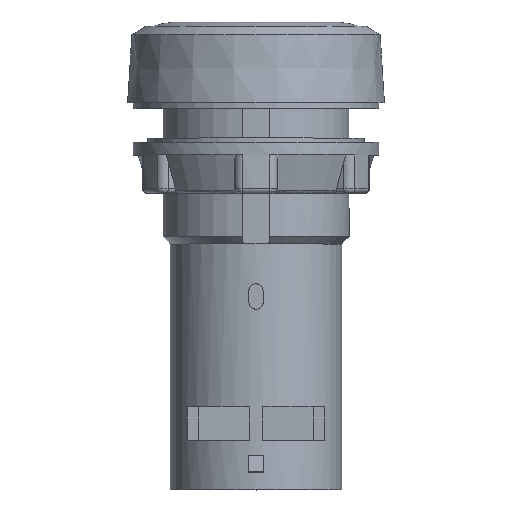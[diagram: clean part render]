
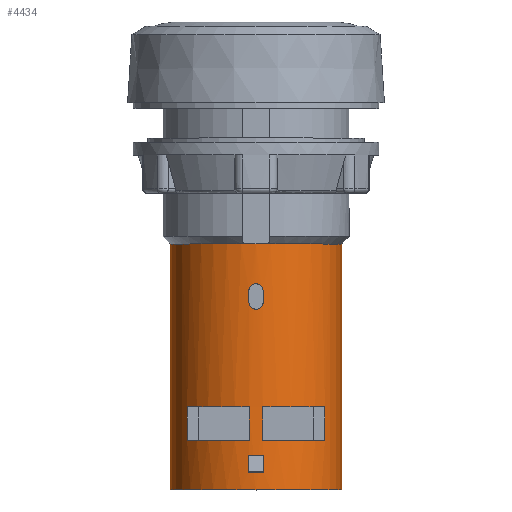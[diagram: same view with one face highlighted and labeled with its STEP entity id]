
A CAD part, top view. The second image highlights one B-rep face of the part: STEP entity #4434.
In plain terms, the highlighted cylindrical face has radius 10.1 mm (diameter 20.2 mm), a partial arc.
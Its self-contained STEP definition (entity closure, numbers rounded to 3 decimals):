
#311=CARTESIAN_POINT('',(0.,-16.7,10.1));
#313=CARTESIAN_POINT('',(0.,-16.7,0.));
#314=DIRECTION('',(0.,-1.,0.));
#315=DIRECTION('',(0.,0.,1.));
#316=AXIS2_PLACEMENT_3D('',#313,#314,#315);
#353=CARTESIAN_POINT('',(0.,-16.7,0.));
#354=DIRECTION('',(0.,-1.,0.));
#355=DIRECTION('',(1.,0.,0.));
#356=AXIS2_PLACEMENT_3D('',#353,#354,#355);
#984=CARTESIAN_POINT('',(0.,-39.9,0.));
#985=DIRECTION('',(0.,1.,0.));
#986=DIRECTION('',(-0.804,0.,0.594));
#987=AXIS2_PLACEMENT_3D('',#984,#985,#986);
#989=DIRECTION('',(0.,1.,0.));
#990=VECTOR('',#989,4.);
#991=CARTESIAN_POINT('',(-0.8,-39.9,10.068));
#992=LINE('',#991,#990);
#993=CARTESIAN_POINT('',(0.,-35.9,0.));
#994=DIRECTION('',(0.,1.,0.));
#995=DIRECTION('',(-0.804,0.,0.594));
#996=AXIS2_PLACEMENT_3D('',#993,#994,#995);
#998=DIRECTION('',(0.,1.,0.));
#999=VECTOR('',#998,4.);
#1000=CARTESIAN_POINT('',(-8.125,-39.9,6.));
#1001=LINE('',#1000,#999);
#1002=CARTESIAN_POINT('',(0.,-39.9,0.));
#1003=DIRECTION('',(0.,1.,0.));
#1004=DIRECTION('',(0.079,0.,0.997));
#1005=AXIS2_PLACEMENT_3D('',#1002,#1003,#1004);
#1007=DIRECTION('',(0.,1.,0.));
#1008=VECTOR('',#1007,4.);
#1009=CARTESIAN_POINT('',(8.125,-39.9,6.));
#1010=LINE('',#1009,#1008);
#1011=CARTESIAN_POINT('',(0.,-35.9,0.));
#1012=DIRECTION('',(0.,1.,0.));
#1013=DIRECTION('',(0.079,0.,0.997));
#1014=AXIS2_PLACEMENT_3D('',#1011,#1012,#1013);
#1016=DIRECTION('',(0.,1.,0.));
#1017=VECTOR('',#1016,4.);
#1018=CARTESIAN_POINT('',(0.8,-39.9,10.068));
#1019=LINE('',#1018,#1017);
#1020=DIRECTION('',(0.,1.,0.));
#1021=VECTOR('',#1020,2.);
#1022=CARTESIAN_POINT('',(0.9,-43.7,10.06));
#1023=LINE('',#1022,#1021);
#1024=CARTESIAN_POINT('',(0.,-41.7,0.));
#1025=DIRECTION('',(0.,-1.,0.));
#1026=DIRECTION('',(0.089,0.,0.996));
#1027=AXIS2_PLACEMENT_3D('',#1024,#1025,#1026);
#1029=DIRECTION('',(0.,1.,0.));
#1030=VECTOR('',#1029,2.);
#1031=CARTESIAN_POINT('',(-0.9,-43.7,10.06));
#1032=LINE('',#1031,#1030);
#1033=CARTESIAN_POINT('',(0.,-43.7,0.));
#1034=DIRECTION('',(0.,1.,0.));
#1035=DIRECTION('',(-0.089,0.,0.996));
#1036=AXIS2_PLACEMENT_3D('',#1033,#1034,#1035);
#1038=CARTESIAN_POINT('',(0.85,-22.25,10.064));
#1039=CARTESIAN_POINT('',(0.85,-22.158,10.064));
#1040=CARTESIAN_POINT('',(0.822,-21.985,
10.067));
#1041=CARTESIAN_POINT('',(0.699,-21.742,
10.076));
#1042=CARTESIAN_POINT('',(0.508,-21.551,
10.088));
#1043=CARTESIAN_POINT('',(0.267,-21.428,
10.098));
#1044=CARTESIAN_POINT('',(0.,-21.386,10.101));
#1045=CARTESIAN_POINT('',(-0.267,-21.428,
10.098));
#1046=CARTESIAN_POINT('',(-0.508,-21.551,
10.088));
#1047=CARTESIAN_POINT('',(-0.699,-21.742,
10.076));
#1048=CARTESIAN_POINT('',(-0.822,-21.985,
10.067));
#1049=CARTESIAN_POINT('',(-0.85,-22.158,10.064));
#1050=CARTESIAN_POINT('',(-0.85,-22.25,10.064));
#1052=DIRECTION('',(0.,1.,0.));
#1053=VECTOR('',#1052,1.3);
#1054=CARTESIAN_POINT('',(-0.85,-23.55,10.064));
#1055=LINE('',#1054,#1053);
#1056=CARTESIAN_POINT('',(-0.85,-23.55,10.064));
#1057=CARTESIAN_POINT('',(-0.85,-23.642,10.064));
#1058=CARTESIAN_POINT('',(-0.822,-23.815,
10.067));
#1059=CARTESIAN_POINT('',(-0.699,-24.058,
10.076));
#1060=CARTESIAN_POINT('',(-0.508,-24.249,
10.088));
#1061=CARTESIAN_POINT('',(-0.267,-24.372,
10.098));
#1062=CARTESIAN_POINT('',(0.,-24.414,10.101));
#1063=CARTESIAN_POINT('',(0.267,-24.372,
10.098));
#1064=CARTESIAN_POINT('',(0.508,-24.249,
10.088));
#1065=CARTESIAN_POINT('',(0.699,-24.058,
10.076));
#1066=CARTESIAN_POINT('',(0.822,-23.815,
10.067));
#1067=CARTESIAN_POINT('',(0.85,-23.642,10.064));
#1068=CARTESIAN_POINT('',(0.85,-23.55,10.064));
#1070=DIRECTION('',(0.,1.,0.));
#1071=VECTOR('',#1070,1.3);
#1072=CARTESIAN_POINT('',(0.85,-23.55,10.064));
#1073=LINE('',#1072,#1071);
#1074=DIRECTION('',(0.,1.,0.));
#1075=VECTOR('',#1074,29.);
#1076=CARTESIAN_POINT('',(10.1,-45.7,0.));
#1077=LINE('',#1076,#1075);
#1078=CARTESIAN_POINT('',(0.,-45.7,0.));
#1079=DIRECTION('',(0.,-1.,0.));
#1080=DIRECTION('',(1.,0.,0.));
#1081=AXIS2_PLACEMENT_3D('',#1078,#1079,#1080);
#1083=DIRECTION('',(0.,1.,0.));
#1084=VECTOR('',#1083,29.);
#1085=CARTESIAN_POINT('',(-10.1,-45.7,0.));
#1086=LINE('',#1085,#1084);
#2684=CARTESIAN_POINT('',(10.1,-45.7,0.));
#2685=CARTESIAN_POINT('',(10.1,-16.7,0.));
#2686=VERTEX_POINT('',#2684);
#2687=VERTEX_POINT('',#2685);
#2700=CARTESIAN_POINT('',(-10.1,-45.7,0.));
#2701=CARTESIAN_POINT('',(-10.1,-16.7,0.));
#2702=VERTEX_POINT('',#2700);
#2703=VERTEX_POINT('',#2701);
#2730=CARTESIAN_POINT('',(-8.125,-39.9,6.));
#2731=CARTESIAN_POINT('',(-0.8,-39.9,10.068));
#2732=VERTEX_POINT('',#2730);
#2733=VERTEX_POINT('',#2731);
#2734=CARTESIAN_POINT('',(0.8,-39.9,10.068));
#2735=CARTESIAN_POINT('',(8.125,-39.9,6.));
#2736=VERTEX_POINT('',#2734);
#2737=VERTEX_POINT('',#2735);
#2738=CARTESIAN_POINT('',(-8.125,-35.9,6.));
#2739=CARTESIAN_POINT('',(-0.8,-35.9,10.068));
#2740=VERTEX_POINT('',#2738);
#2741=VERTEX_POINT('',#2739);
#2742=CARTESIAN_POINT('',(0.8,-35.9,10.068));
#2743=CARTESIAN_POINT('',(8.125,-35.9,6.));
#2744=VERTEX_POINT('',#2742);
#2745=VERTEX_POINT('',#2743);
#2778=CARTESIAN_POINT('',(0.9,-43.7,10.06));
#2779=CARTESIAN_POINT('',(0.9,-41.7,10.06));
#2780=VERTEX_POINT('',#2778);
#2781=VERTEX_POINT('',#2779);
#2782=CARTESIAN_POINT('',(-0.9,-43.7,10.06));
#2783=CARTESIAN_POINT('',(-0.9,-41.7,10.06));
#2784=VERTEX_POINT('',#2782);
#2785=VERTEX_POINT('',#2783);
#2787=CARTESIAN_POINT('',(0.85,-22.25,10.064));
#2789=VERTEX_POINT('',#2787);
#2796=CARTESIAN_POINT('',(0.85,-23.55,10.064));
#2797=VERTEX_POINT('',#2796);
#2798=CARTESIAN_POINT('',(-0.85,-23.55,10.064));
#2799=CARTESIAN_POINT('',(-0.85,-22.25,10.064));
#2800=VERTEX_POINT('',#2798);
#2801=VERTEX_POINT('',#2799);
#2832=VERTEX_POINT('',#311);
#4384=CARTESIAN_POINT('',(0.,-48.435,0.));
#4385=DIRECTION('',(0.,1.,0.));
#4386=DIRECTION('',(1.,0.,0.));
#4387=AXIS2_PLACEMENT_3D('',#4384,#4385,#4386);
#4388=CYLINDRICAL_SURFACE('',#4387,10.1);
#4389=ORIENTED_EDGE('',*,*,#3638,.F.);
#4390=ORIENTED_EDGE('',*,*,#4003,.F.);
#4391=ORIENTED_EDGE('',*,*,#4373,.T.);
#4392=ORIENTED_EDGE('',*,*,#3999,.T.);
#4393=ORIENTED_EDGE('',*,*,#3617,.F.);
#4394=EDGE_LOOP('',(#4389,#4390,#4391,#4392,#4393));
#4395=FACE_OUTER_BOUND('',#4394,.F.);
#4396=ORIENTED_EDGE('',*,*,#4105,.T.);
#4398=ORIENTED_EDGE('',*,*,#4397,.T.);
#4400=ORIENTED_EDGE('',*,*,#4399,.F.);
#4402=ORIENTED_EDGE('',*,*,#4401,.F.);
#4403=EDGE_LOOP('',(#4396,#4398,#4400,#4402));
#4404=FACE_BOUND('',#4403,.F.);
#4406=ORIENTED_EDGE('',*,*,#4405,.T.);
#4408=ORIENTED_EDGE('',*,*,#4407,.T.);
#4410=ORIENTED_EDGE('',*,*,#4409,.F.);
#4412=ORIENTED_EDGE('',*,*,#4411,.T.);
#4413=EDGE_LOOP('',(#4406,#4408,#4410,#4412));
#4414=FACE_BOUND('',#4413,.F.);
#4416=ORIENTED_EDGE('',*,*,#4415,.T.);
#4418=ORIENTED_EDGE('',*,*,#4417,.F.);
#4420=ORIENTED_EDGE('',*,*,#4419,.T.);
#4422=ORIENTED_EDGE('',*,*,#4421,.T.);
#4423=EDGE_LOOP('',(#4416,#4418,#4420,#4422));
#4424=FACE_BOUND('',#4423,.F.);
#4425=ORIENTED_EDGE('',*,*,#4057,.T.);
#4427=ORIENTED_EDGE('',*,*,#4426,.T.);
#4429=ORIENTED_EDGE('',*,*,#4428,.F.);
#4431=ORIENTED_EDGE('',*,*,#4430,.F.);
#4432=EDGE_LOOP('',(#4425,#4427,#4429,#4431));
#4433=FACE_BOUND('',#4432,.F.);
#317=CIRCLE('',#316,10.1);
#357=CIRCLE('',#356,10.1);
#988=CIRCLE('',#987,10.1);
#997=CIRCLE('',#996,10.1);
#1006=CIRCLE('',#1005,10.1);
#1015=CIRCLE('',#1014,10.1);
#1028=CIRCLE('',#1027,10.1);
#1037=CIRCLE('',#1036,10.1);
#1051=B_SPLINE_CURVE_WITH_KNOTS('',3,(#1038,#1039,#1040,#1041,#1042,#1043,#1044,
#1045,#1046,#1047,#1048,#1049,#1050),.UNSPECIFIED.,.F.,.F.,(4,1,1,1,1,1,1,1,1,1,
4),(0.,0.1,0.2,0.3,0.4,0.5,0.6,0.7,0.8,0.9,1.),
.UNSPECIFIED.);
#1069=B_SPLINE_CURVE_WITH_KNOTS('',3,(#1056,#1057,#1058,#1059,#1060,#1061,#1062,
#1063,#1064,#1065,#1066,#1067,#1068),.UNSPECIFIED.,.F.,.F.,(4,1,1,1,1,1,1,1,1,1,
4),(0.,0.1,0.2,0.3,0.4,0.5,0.6,0.7,0.8,0.9,1.),
.UNSPECIFIED.);
#1082=CIRCLE('',#1081,10.1);
#3617=EDGE_CURVE('',#2832,#2703,#317,.T.);
#3638=EDGE_CURVE('',#2687,#2832,#357,.T.);
#3999=EDGE_CURVE('',#2702,#2703,#1086,.T.);
#4003=EDGE_CURVE('',#2686,#2687,#1077,.T.);
#4057=EDGE_CURVE('',#2732,#2733,#988,.T.);
#4105=EDGE_CURVE('',#2736,#2737,#1006,.T.);
#4373=EDGE_CURVE('',#2686,#2702,#1082,.T.);
#4397=EDGE_CURVE('',#2737,#2745,#1010,.T.);
#4399=EDGE_CURVE('',#2744,#2745,#1015,.T.);
#4401=EDGE_CURVE('',#2736,#2744,#1019,.T.);
#4405=EDGE_CURVE('',#2780,#2781,#1023,.T.);
#4407=EDGE_CURVE('',#2781,#2785,#1028,.T.);
#4409=EDGE_CURVE('',#2784,#2785,#1032,.T.);
#4411=EDGE_CURVE('',#2784,#2780,#1037,.T.);
#4415=EDGE_CURVE('',#2789,#2801,#1051,.T.);
#4417=EDGE_CURVE('',#2800,#2801,#1055,.T.);
#4419=EDGE_CURVE('',#2800,#2797,#1069,.T.);
#4421=EDGE_CURVE('',#2797,#2789,#1073,.T.);
#4426=EDGE_CURVE('',#2733,#2741,#992,.T.);
#4428=EDGE_CURVE('',#2740,#2741,#997,.T.);
#4430=EDGE_CURVE('',#2732,#2740,#1001,.T.);
#4434=ADVANCED_FACE('',(#4395,#4404,#4414,#4424,#4433),#4388,.T.);
